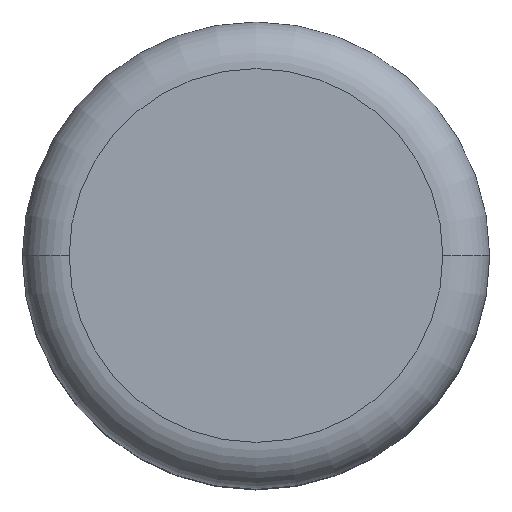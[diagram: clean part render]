
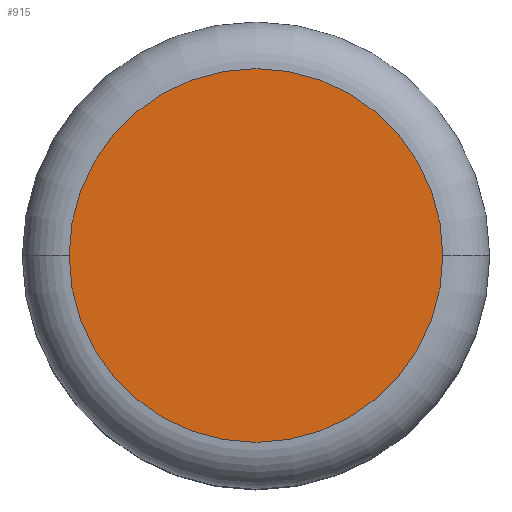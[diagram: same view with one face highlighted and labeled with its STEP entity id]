
A CAD part, top view. The second image highlights one B-rep face of the part: STEP entity #915.
In plain terms, the highlighted planar face has unit normal (0, 0, 1).
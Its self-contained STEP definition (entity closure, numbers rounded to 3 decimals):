
#867=CARTESIAN_POINT('Vertex',(4.,0.,12.)) ;
#874=CARTESIAN_POINT('Vertex',(-4.,0.,12.)) ;
#877=CARTESIAN_POINT('Axis2P3D Location',(0.,0.,12.)) ;
#894=CARTESIAN_POINT('Axis2P3D Location',(0.,0.,12.)) ;
#906=CARTESIAN_POINT('Axis2P3D Location',(0.,0.,12.)) ;
#878=DIRECTION('Axis2P3D Direction',(-0.,0.,1.)) ;
#895=DIRECTION('Axis2P3D Direction',(0.,-0.,1.)) ;
#907=DIRECTION('Axis2P3D Direction',(0.,0.,1.)) ;
#908=DIRECTION('Axis2P3D XDirection',(1.,0.,0.)) ;
#879=AXIS2_PLACEMENT_3D('Circle Axis2P3D',#877,#878,$) ;
#896=AXIS2_PLACEMENT_3D('Circle Axis2P3D',#894,#895,$) ;
#909=AXIS2_PLACEMENT_3D('Plane Axis2P3D',#906,#907,#908) ;
#880=CIRCLE('generated circle',#879,4.) ;
#897=CIRCLE('generated circle',#896,4.) ;
#910=PLANE('',#909) ;
#881=EDGE_CURVE('',#868,#875,#880,.T.) ;
#898=EDGE_CURVE('',#875,#868,#897,.T.) ;
#911=EDGE_LOOP('',(#912,#913)) ;
#912=ORIENTED_EDGE('',*,*,#881,.T.) ;
#913=ORIENTED_EDGE('',*,*,#898,.T.) ;
#868=VERTEX_POINT('',#867) ;
#875=VERTEX_POINT('',#874) ;
#915=ADVANCED_FACE('PartBody',(#914),#910,.T.) ;
#914=FACE_OUTER_BOUND('',#911,.T.) ;
